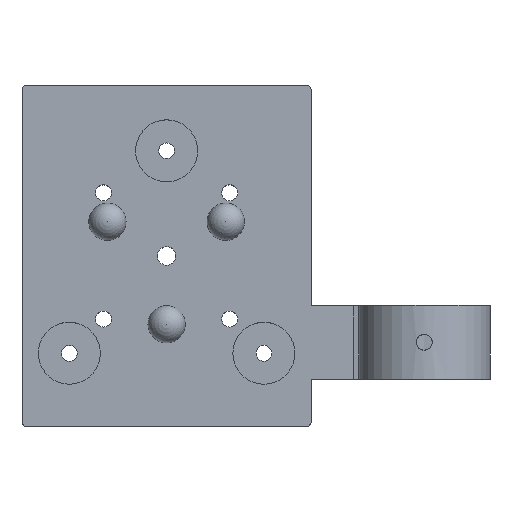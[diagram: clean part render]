
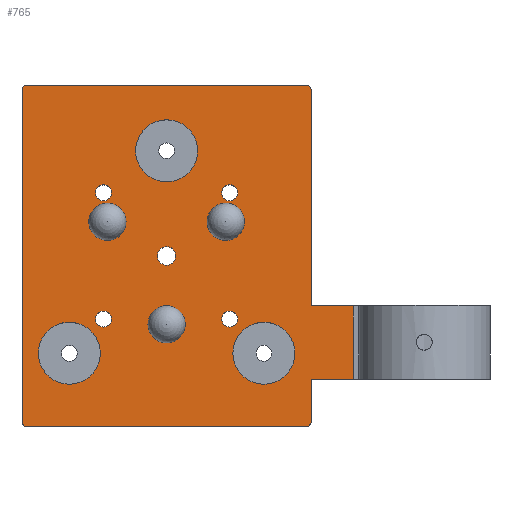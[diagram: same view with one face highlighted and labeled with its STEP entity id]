
A CAD part, top view. The second image highlights one B-rep face of the part: STEP entity #765.
In plain terms, the highlighted face is planar.
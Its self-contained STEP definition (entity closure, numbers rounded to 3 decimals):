
#29=FACE_BOUND('',#174,.T.);
#30=FACE_BOUND('',#175,.T.);
#31=FACE_BOUND('',#176,.T.);
#32=FACE_BOUND('',#177,.T.);
#33=FACE_BOUND('',#178,.T.);
#34=FACE_BOUND('',#179,.T.);
#35=FACE_BOUND('',#180,.T.);
#36=FACE_BOUND('',#181,.T.);
#37=FACE_BOUND('',#182,.T.);
#38=FACE_BOUND('',#183,.T.);
#39=FACE_BOUND('',#184,.T.);
#57=PLANE('',#836);
#81=CIRCLE('',#837,1.);
#82=CIRCLE('',#838,1.);
#83=CIRCLE('',#839,1.);
#84=CIRCLE('',#840,1.);
#85=CIRCLE('',#841,1.75);
#86=CIRCLE('',#842,1.525);
#87=CIRCLE('',#843,1.525);
#88=CIRCLE('',#844,1.525);
#89=CIRCLE('',#845,1.525);
#90=CIRCLE('',#846,5.9);
#91=CIRCLE('',#847,5.9);
#92=CIRCLE('',#848,5.9);
#93=CIRCLE('',#849,3.55);
#94=CIRCLE('',#850,3.55);
#95=CIRCLE('',#851,3.55);
#129=FACE_OUTER_BOUND('',#173,.T.);
#173=EDGE_LOOP('',(#586,#587,#588,#589,#590,#591,#592,#593,#594,#595,#596,
#597));
#174=EDGE_LOOP('',(#598));
#175=EDGE_LOOP('',(#599));
#176=EDGE_LOOP('',(#600));
#177=EDGE_LOOP('',(#601));
#178=EDGE_LOOP('',(#602));
#179=EDGE_LOOP('',(#603));
#180=EDGE_LOOP('',(#604));
#181=EDGE_LOOP('',(#605));
#182=EDGE_LOOP('',(#606));
#183=EDGE_LOOP('',(#607));
#184=EDGE_LOOP('',(#608));
#236=LINE('',#1271,#289);
#244=LINE('',#1293,#297);
#248=LINE('',#1303,#301);
#249=LINE('',#1306,#302);
#250=LINE('',#1310,#303);
#251=LINE('',#1314,#304);
#252=LINE('',#1318,#305);
#253=LINE('',#1321,#306);
#289=VECTOR('',#952,10.);
#297=VECTOR('',#970,10.);
#301=VECTOR('',#984,10.);
#302=VECTOR('',#987,10.);
#303=VECTOR('',#990,10.);
#304=VECTOR('',#993,10.);
#305=VECTOR('',#996,10.);
#306=VECTOR('',#999,10.);
#353=VERTEX_POINT('',#1268);
#354=VERTEX_POINT('',#1270);
#362=VERTEX_POINT('',#1290);
#363=VERTEX_POINT('',#1292);
#365=VERTEX_POINT('',#1305);
#366=VERTEX_POINT('',#1307);
#367=VERTEX_POINT('',#1309);
#368=VERTEX_POINT('',#1311);
#369=VERTEX_POINT('',#1313);
#370=VERTEX_POINT('',#1315);
#371=VERTEX_POINT('',#1317);
#372=VERTEX_POINT('',#1319);
#373=VERTEX_POINT('',#1322);
#374=VERTEX_POINT('',#1324);
#375=VERTEX_POINT('',#1326);
#376=VERTEX_POINT('',#1328);
#377=VERTEX_POINT('',#1330);
#378=VERTEX_POINT('',#1332);
#379=VERTEX_POINT('',#1334);
#380=VERTEX_POINT('',#1336);
#381=VERTEX_POINT('',#1338);
#382=VERTEX_POINT('',#1340);
#383=VERTEX_POINT('',#1342);
#433=EDGE_CURVE('',#353,#354,#236,.T.);
#444=EDGE_CURVE('',#362,#363,#244,.T.);
#450=EDGE_CURVE('',#363,#353,#248,.T.);
#451=EDGE_CURVE('',#362,#365,#249,.T.);
#452=EDGE_CURVE('',#366,#365,#81,.T.);
#453=EDGE_CURVE('',#366,#367,#250,.T.);
#454=EDGE_CURVE('',#368,#367,#82,.T.);
#455=EDGE_CURVE('',#369,#368,#251,.T.);
#456=EDGE_CURVE('',#370,#369,#83,.T.);
#457=EDGE_CURVE('',#371,#370,#252,.T.);
#458=EDGE_CURVE('',#372,#371,#84,.T.);
#459=EDGE_CURVE('',#372,#354,#253,.T.);
#460=EDGE_CURVE('',#373,#373,#85,.T.);
#461=EDGE_CURVE('',#374,#374,#86,.T.);
#462=EDGE_CURVE('',#375,#375,#87,.T.);
#463=EDGE_CURVE('',#376,#376,#88,.T.);
#464=EDGE_CURVE('',#377,#377,#89,.T.);
#465=EDGE_CURVE('',#378,#378,#90,.T.);
#466=EDGE_CURVE('',#379,#379,#91,.T.);
#467=EDGE_CURVE('',#380,#380,#92,.T.);
#468=EDGE_CURVE('',#381,#381,#93,.T.);
#469=EDGE_CURVE('',#382,#382,#94,.T.);
#470=EDGE_CURVE('',#383,#383,#95,.T.);
#586=ORIENTED_EDGE('',*,*,#450,.F.);
#587=ORIENTED_EDGE('',*,*,#444,.F.);
#588=ORIENTED_EDGE('',*,*,#451,.T.);
#589=ORIENTED_EDGE('',*,*,#452,.F.);
#590=ORIENTED_EDGE('',*,*,#453,.T.);
#591=ORIENTED_EDGE('',*,*,#454,.F.);
#592=ORIENTED_EDGE('',*,*,#455,.F.);
#593=ORIENTED_EDGE('',*,*,#456,.F.);
#594=ORIENTED_EDGE('',*,*,#457,.F.);
#595=ORIENTED_EDGE('',*,*,#458,.F.);
#596=ORIENTED_EDGE('',*,*,#459,.T.);
#597=ORIENTED_EDGE('',*,*,#433,.F.);
#598=ORIENTED_EDGE('',*,*,#460,.T.);
#599=ORIENTED_EDGE('',*,*,#461,.T.);
#600=ORIENTED_EDGE('',*,*,#462,.T.);
#601=ORIENTED_EDGE('',*,*,#463,.T.);
#602=ORIENTED_EDGE('',*,*,#464,.T.);
#603=ORIENTED_EDGE('',*,*,#465,.T.);
#604=ORIENTED_EDGE('',*,*,#466,.T.);
#605=ORIENTED_EDGE('',*,*,#467,.T.);
#606=ORIENTED_EDGE('',*,*,#468,.T.);
#607=ORIENTED_EDGE('',*,*,#469,.T.);
#608=ORIENTED_EDGE('',*,*,#470,.T.);
#765=ADVANCED_FACE('',(#129,#29,#30,#31,#32,#33,#34,#35,#36,#37,#38,#39),
#57,.T.);
#836=AXIS2_PLACEMENT_3D('',#1304,#985,#986);
#837=AXIS2_PLACEMENT_3D('',#1308,#988,#989);
#838=AXIS2_PLACEMENT_3D('',#1312,#991,#992);
#839=AXIS2_PLACEMENT_3D('',#1316,#994,#995);
#840=AXIS2_PLACEMENT_3D('',#1320,#997,#998);
#841=AXIS2_PLACEMENT_3D('',#1323,#1000,#1001);
#842=AXIS2_PLACEMENT_3D('',#1325,#1002,#1003);
#843=AXIS2_PLACEMENT_3D('',#1327,#1004,#1005);
#844=AXIS2_PLACEMENT_3D('',#1329,#1006,#1007);
#845=AXIS2_PLACEMENT_3D('',#1331,#1008,#1009);
#846=AXIS2_PLACEMENT_3D('',#1333,#1010,#1011);
#847=AXIS2_PLACEMENT_3D('',#1335,#1012,#1013);
#848=AXIS2_PLACEMENT_3D('',#1337,#1014,#1015);
#849=AXIS2_PLACEMENT_3D('',#1339,#1016,#1017);
#850=AXIS2_PLACEMENT_3D('',#1341,#1018,#1019);
#851=AXIS2_PLACEMENT_3D('',#1343,#1020,#1021);
#952=DIRECTION('',(0.,0.,1.));
#970=DIRECTION('',(0.,0.,-1.));
#984=DIRECTION('',(0.,-1.,0.));
#985=DIRECTION('center_axis',(1.,0.,0.));
#986=DIRECTION('ref_axis',(0.,1.,0.));
#987=DIRECTION('',(0.,1.,0.));
#988=DIRECTION('center_axis',(-1.,0.,0.));
#989=DIRECTION('ref_axis',(0.,0.707,-0.707));
#990=DIRECTION('',(0.,0.,1.));
#991=DIRECTION('center_axis',(-1.,0.,0.));
#992=DIRECTION('ref_axis',(0.,0.707,0.707));
#993=DIRECTION('',(0.,1.,0.));
#994=DIRECTION('center_axis',(-1.,0.,0.));
#995=DIRECTION('ref_axis',(0.,-0.707,0.707));
#996=DIRECTION('',(0.,0.,1.));
#997=DIRECTION('center_axis',(-1.,0.,0.));
#998=DIRECTION('ref_axis',(0.,-0.707,-0.707));
#999=DIRECTION('',(0.,1.,0.));
#1000=DIRECTION('center_axis',(-1.,0.,0.));
#1001=DIRECTION('ref_axis',(0.,0.,-1.));
#1002=DIRECTION('center_axis',(-1.,0.,0.));
#1003=DIRECTION('ref_axis',(0.,0.,-1.));
#1004=DIRECTION('center_axis',(-1.,0.,0.));
#1005=DIRECTION('ref_axis',(0.,0.,-1.));
#1006=DIRECTION('center_axis',(-1.,0.,0.));
#1007=DIRECTION('ref_axis',(0.,0.,-1.));
#1008=DIRECTION('center_axis',(-1.,0.,0.));
#1009=DIRECTION('ref_axis',(0.,0.,-1.));
#1010=DIRECTION('center_axis',(-1.,0.,0.));
#1011=DIRECTION('ref_axis',(0.,1.,0.));
#1012=DIRECTION('center_axis',(-1.,0.,0.));
#1013=DIRECTION('ref_axis',(0.,1.,0.));
#1014=DIRECTION('center_axis',(-1.,0.,0.));
#1015=DIRECTION('ref_axis',(0.,1.,0.));
#1016=DIRECTION('center_axis',(-1.,0.,0.));
#1017=DIRECTION('ref_axis',(0.,0.,1.));
#1018=DIRECTION('center_axis',(-1.,0.,0.));
#1019=DIRECTION('ref_axis',(0.,0.,1.));
#1020=DIRECTION('center_axis',(-1.,0.,0.));
#1021=DIRECTION('ref_axis',(0.,0.,1.));
#1268=CARTESIAN_POINT('',(0.,9.,-8.));
#1270=CARTESIAN_POINT('',(0.,9.,0.));
#1271=CARTESIAN_POINT('',(0.,9.,-17.5));
#1290=CARTESIAN_POINT('',(0.,23.,0.));
#1292=CARTESIAN_POINT('',(0.,23.,-8.));
#1293=CARTESIAN_POINT('',(0.,23.,-17.5));
#1303=CARTESIAN_POINT('',(0.,8.,-8.));
#1304=CARTESIAN_POINT('Origin',(0.,0.,0.));
#1305=CARTESIAN_POINT('',(0.,64.,0.));
#1306=CARTESIAN_POINT('',(0.,0.,0.));
#1307=CARTESIAN_POINT('',(0.,65.,1.));
#1308=CARTESIAN_POINT('Origin',(0.,64.,1.));
#1309=CARTESIAN_POINT('',(0.,65.,54.));
#1310=CARTESIAN_POINT('',(0.,65.,0.));
#1311=CARTESIAN_POINT('',(0.,64.,55.));
#1312=CARTESIAN_POINT('Origin',(0.,64.,54.));
#1313=CARTESIAN_POINT('',(0.,1.,55.));
#1314=CARTESIAN_POINT('',(0.,0.,55.));
#1315=CARTESIAN_POINT('',(0.,0.,54.));
#1316=CARTESIAN_POINT('Origin',(0.,1.,54.));
#1317=CARTESIAN_POINT('',(0.,0.,1.));
#1318=CARTESIAN_POINT('',(0.,0.,0.));
#1319=CARTESIAN_POINT('',(0.,1.,0.));
#1320=CARTESIAN_POINT('Origin',(0.,1.,1.));
#1321=CARTESIAN_POINT('',(0.,0.,0.));
#1322=CARTESIAN_POINT('',(0.,32.5,29.25));
#1323=CARTESIAN_POINT('Origin',(0.,32.5,27.5));
#1324=CARTESIAN_POINT('',(0.,44.5,17.025));
#1325=CARTESIAN_POINT('Origin',(0.,44.5,15.5));
#1326=CARTESIAN_POINT('',(0.,20.5,41.025));
#1327=CARTESIAN_POINT('Origin',(0.,20.5,39.5));
#1328=CARTESIAN_POINT('',(0.,20.5,17.025));
#1329=CARTESIAN_POINT('Origin',(0.,20.5,15.5));
#1330=CARTESIAN_POINT('',(0.,44.5,41.025));
#1331=CARTESIAN_POINT('Origin',(0.,44.5,39.5));
#1332=CARTESIAN_POINT('',(0.,46.6,27.5));
#1333=CARTESIAN_POINT('Origin',(0.,52.5,27.5));
#1334=CARTESIAN_POINT('',(0.,8.1,9.));
#1335=CARTESIAN_POINT('Origin',(0.,14.,9.));
#1336=CARTESIAN_POINT('',(0.,8.1,46.));
#1337=CARTESIAN_POINT('Origin',(0.,14.,46.));
#1338=CARTESIAN_POINT('',(0.,23.05,27.5));
#1339=CARTESIAN_POINT('Origin',(0.,19.5,27.5));
#1340=CARTESIAN_POINT('',(0.,37.225,35.684));
#1341=CARTESIAN_POINT('Origin',(0.,39.,38.758));
#1342=CARTESIAN_POINT('',(0.,37.225,19.316));
#1343=CARTESIAN_POINT('Origin',(0.,39.,16.242));
